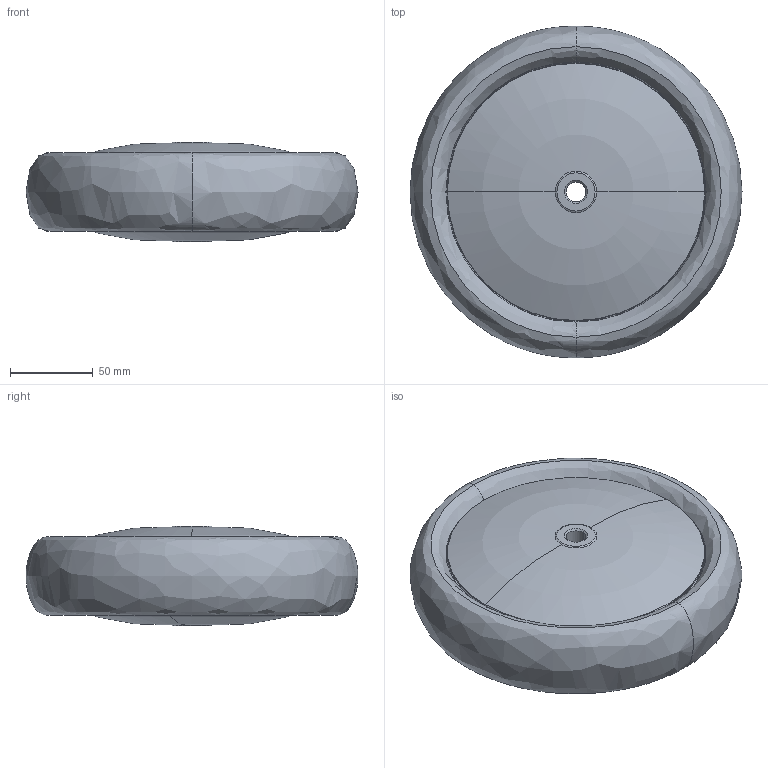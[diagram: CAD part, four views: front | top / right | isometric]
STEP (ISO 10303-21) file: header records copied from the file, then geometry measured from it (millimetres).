
FILE_DESCRIPTION (( 'STEP AP214' ), '1' );
FILE_NAME ('0026624.step', '2020-11-25T11:43:02', ( '' ), ( '' ), 'SwSTEP 2.0', 'SolidWorks 2018', '' );
FILE_SCHEMA (( 'AUTOMOTIVE_DESIGN' ));
Length unit declared in the file: millimetre
Products named in the file (1): 0026624
Bounding box: 200 x 199.98 x 60 mm (x, y, z)
Volume: 830046.9 mm3; surface area: 203776.7 mm2
Topology: 9 solids, 9 shells, 192 faces, 388 edges, 222 vertices
Faces by surface type: torus 86, cylinder 44, plane 28, cone 24, bspline 10
Entity records: 5304 total; most frequent: DIRECTION 1048, CARTESIAN_POINT 983, ORIENTED_EDGE 776, AXIS2_PLACEMENT_3D 487, EDGE_CURVE 388, CIRCLE 304, VERTEX_POINT 222, EDGE_LOOP 216
